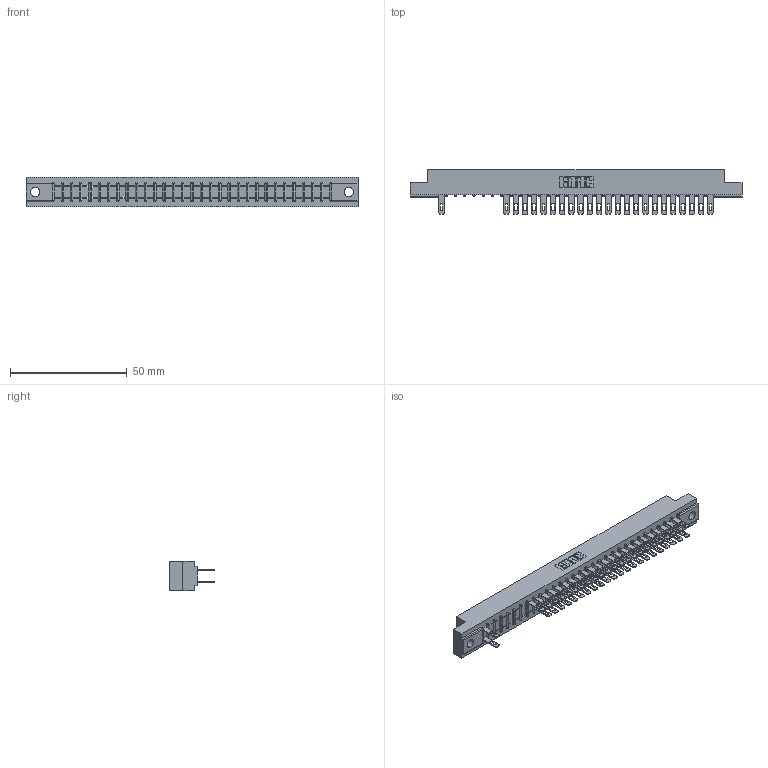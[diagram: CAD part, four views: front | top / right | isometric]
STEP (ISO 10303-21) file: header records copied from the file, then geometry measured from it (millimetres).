
FILE_DESCRIPTION (( 'STEP AP203' ), '1' );
FILE_NAME ('307-060-500-204.STEP', '2018-08-06T08:07:43', ( '' ), ( '' ), 'SwSTEP 2.0', 'SolidWorks 2016', '' );
FILE_SCHEMA (( 'CONFIG_CONTROL_DESIGN' ));
Length unit declared in the file: inch
Products named in the file (3): 307 Part_.156 Dia Mounting Holes; 307-290-001_500; 307-060-500-204
Assembly tree (48 placements, depth 2):
  307-060-500-204
    307 Part_.156 Dia Mounting Holes
    307-290-001_500  x47
Bounding box: 141.88 x 19.18 x 12.7 mm (x, y, z)
Volume: 14863.1 mm3; surface area: 17419.8 mm2
Topology: 48 solids, 48 shells, 2455 faces, 6885 edges, 4442 vertices
Faces by surface type: plane 1572, cylinder 821, sphere 62
Entity records: 28134 total; most frequent: CARTESIAN_POINT 4663, ORIENTED_EDGE 4630, DIRECTION 4553, EDGE_CURVE 2315, VECTOR 1777, LINE 1777, VERTEX_POINT 1498, AXIS2_PLACEMENT_3D 1388
